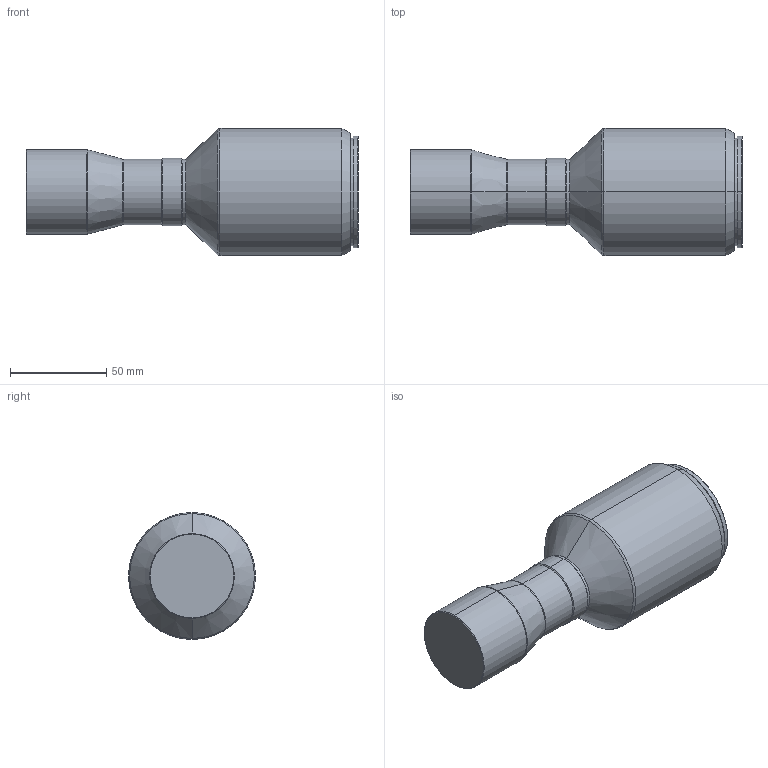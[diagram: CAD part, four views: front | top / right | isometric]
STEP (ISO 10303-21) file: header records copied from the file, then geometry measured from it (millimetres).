
FILE_DESCRIPTION (( 'STEP AP203' ), '1' );
FILE_NAME ('DTCM430H-26-M58-AL.STEP', '2021-03-15T01:32:47', ( 'Windows User' ), ( 'P R C' ), 'SwSTEP 2.0', 'SolidWorks 2017', '' );
FILE_SCHEMA (( 'CONFIG_CONTROL_DESIGN' ));
Length unit declared in the file: millimetre
Products named in the file (1): DTCM430H-26-M58-AL
Bounding box: 172.5 x 66 x 66 mm (x, y, z)
Volume: 379024.9 mm3; surface area: 33740 mm2
Topology: 1 solids, 1 shells, 40 faces, 78 edges, 44 vertices
Faces by surface type: cone 14, cylinder 14, torus 6, plane 6
Entity records: 1097 total; most frequent: DIRECTION 210, CARTESIAN_POINT 163, ORIENTED_EDGE 156, AXIS2_PLACEMENT_3D 91, EDGE_CURVE 78, CIRCLE 50, VERTEX_POINT 44, EDGE_LOOP 44
